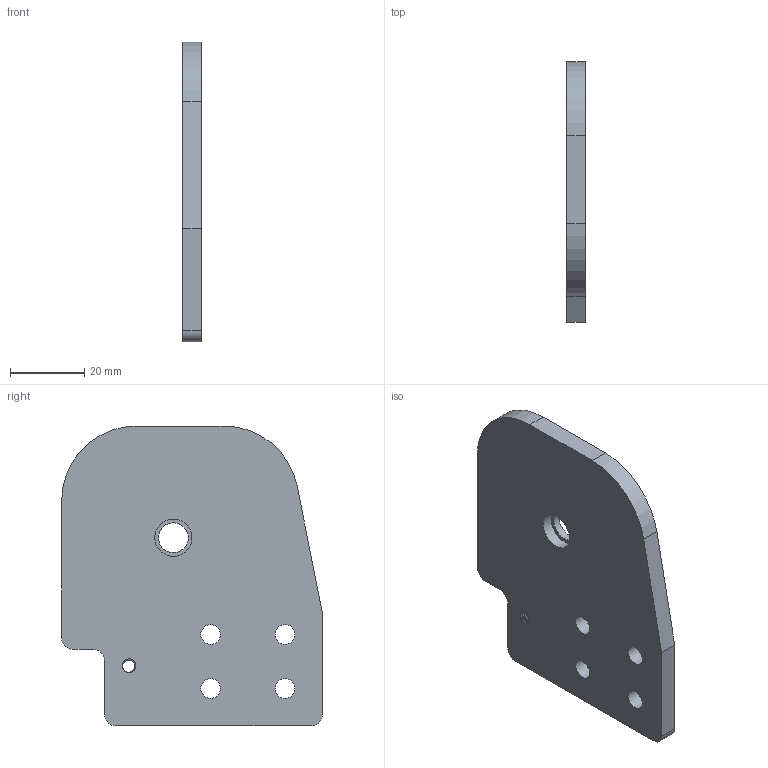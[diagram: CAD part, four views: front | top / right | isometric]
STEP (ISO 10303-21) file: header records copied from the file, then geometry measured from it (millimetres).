
FILE_DESCRIPTION(/* description */ (''),/* implementation_level */ '2;1');
FILE_NAME(/* name */ 'DOF1 Shaft Mount.step',/* time_stamp */ '2022-09-15T08:21:34+02:00',/* author */ (''),/* organization */ (''),/* preprocessor_version */ 'ST-DEVELOPER v19',/* originating_system */ 'Autodesk Translation Framework v11.7.0.108',/* authorisation */ '');
FILE_SCHEMA (('AUTOMOTIVE_DESIGN { 1 0 10303 214 3 1 1 }'));
Length unit declared in the file: millimetre
Products named in the file (1): DOF1 Shaft Mount
Bounding box: 5 x 70 x 80.55 mm (x, y, z)
Volume: 24216.2 mm3; surface area: 11657.9 mm2
Topology: 1 solids, 1 shells, 40 faces, 111 edges, 74 vertices
Faces by surface type: cylinder 28, plane 10, bspline 2
Full cylindrical faces by diameter (mm): 3.332 x4, 4.109 x1, 5.3 x4, 8 x1, 10 x1
Entity records: 2440 total; most frequent: CARTESIAN_POINT 1408, ORIENTED_EDGE 222, DIRECTION 181, EDGE_CURVE 111, VERTEX_POINT 74, AXIS2_PLACEMENT_3D 67, EDGE_LOOP 53, LINE 47
